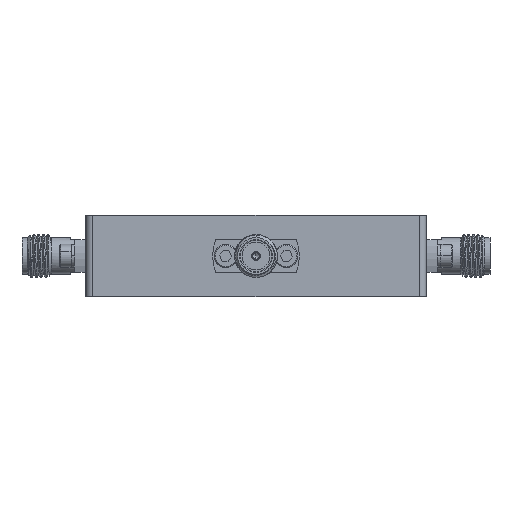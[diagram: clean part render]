
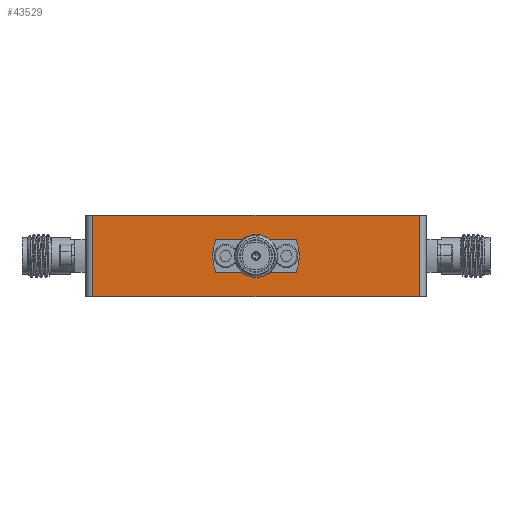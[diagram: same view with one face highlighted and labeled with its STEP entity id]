
A CAD part, front view. The second image highlights one B-rep face of the part: STEP entity #43529.
In plain terms, the highlighted planar face has unit normal (0, -1, 0).
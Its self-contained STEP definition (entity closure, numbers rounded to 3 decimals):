
#665 = VECTOR ( 'NONE', #27681, 1000. ) ;
#705 = LINE ( 'NONE', #39558, #813 ) ;
#782 = EDGE_CURVE ( 'NONE', #18506, #44297, #31437, .T. ) ;
#813 = VECTOR ( 'NONE', #19616, 1000. ) ;
#916 = EDGE_CURVE ( 'NONE', #19565, #8346, #19513, .T. ) ;
#948 = ORIENTED_EDGE ( 'NONE', *, *, #48838, .T. ) ;
#1041 = EDGE_CURVE ( 'NONE', #48956, #46033, #13312, .T. ) ;
#1424 = VERTEX_POINT ( 'NONE', #4437 ) ;
#2210 = EDGE_CURVE ( 'NONE', #48268, #1424, #16185, .T. ) ;
#2980 = DIRECTION ( 'NONE',  ( -1., 0., 0. ) ) ;
#4437 = CARTESIAN_POINT ( 'NONE',  ( -497.98, 189.144, -5.227 ) ) ;
#4699 = DIRECTION ( 'NONE',  ( 0., 0., 1. ) ) ;
#5012 = DIRECTION ( 'NONE',  ( 0., 0., 1. ) ) ;
#5117 = VERTEX_POINT ( 'NONE', #19458 ) ;
#5211 = VERTEX_POINT ( 'NONE', #10280 ) ;
#5284 = ORIENTED_EDGE ( 'NONE', *, *, #34877, .F. ) ;
#5678 = CIRCLE ( 'NONE', #12245, 0.8 ) ;
#5774 = DIRECTION ( 'NONE',  ( 0., -1., 0. ) ) ;
#6263 = AXIS2_PLACEMENT_3D ( 'NONE', #8619, #5774, #5012 ) ;
#6507 = CIRCLE ( 'NONE', #27967, 0.8 ) ;
#6537 = VECTOR ( 'NONE', #36108, 1000. ) ;
#7069 = DIRECTION ( 'NONE',  ( 0., -1., 0. ) ) ;
#7830 = DIRECTION ( 'NONE',  ( -1., 0., 0. ) ) ;
#8245 = CARTESIAN_POINT ( 'NONE',  ( -477.659, 189.144, -12. ) ) ;
#8346 = VERTEX_POINT ( 'NONE', #44198 ) ;
#8619 = CARTESIAN_POINT ( 'NONE',  ( -497.209, 189.144, -6. ) ) ;
#9171 = VECTOR ( 'NONE', #19759, 1000. ) ;
#9990 = AXIS2_PLACEMENT_3D ( 'NONE', #25154, #17381, #40967 ) ;
#10280 = CARTESIAN_POINT ( 'NONE',  ( -498.659, 189.144, -4.4 ) ) ;
#11697 = DIRECTION ( 'NONE',  ( 0., -1., 0. ) ) ;
#11751 = CARTESIAN_POINT ( 'NONE',  ( -332.139, 189.144, -3.6 ) ) ;
#12165 = ORIENTED_EDGE ( 'NONE', *, *, #916, .T. ) ;
#12245 = AXIS2_PLACEMENT_3D ( 'NONE', #43312, #7069, #7830 ) ;
#12297 = CARTESIAN_POINT ( 'NONE',  ( -506.109, 189.144, -6. ) ) ;
#12895 = EDGE_CURVE ( 'NONE', #18506, #8346, #30507, .T. ) ;
#13312 = CIRCLE ( 'NONE', #9990, 1.092 ) ;
#13850 = CARTESIAN_POINT ( 'NONE',  ( -503.859, 189.144, -4.4 ) ) ;
#14840 = FACE_BOUND ( 'NONE', #26770, .T. ) ;
#15524 = CARTESIAN_POINT ( 'NONE',  ( -506.88, 189.144, -5.227 ) ) ;
#15731 = CIRCLE ( 'NONE', #31473, 1.092 ) ;
#16185 = CIRCLE ( 'NONE', #6263, 1.092 ) ;
#16268 = ORIENTED_EDGE ( 'NONE', *, *, #31961, .F. ) ;
#16798 = EDGE_CURVE ( 'NONE', #5211, #44297, #5678, .T. ) ;
#17042 = VECTOR ( 'NONE', #40105, 1000. ) ;
#17381 = DIRECTION ( 'NONE',  ( 0., -1., 0. ) ) ;
#17618 = CARTESIAN_POINT ( 'NONE',  ( -525.659, 189.144, -12. ) ) ;
#17852 = VECTOR ( 'NONE', #25649, 1000. ) ;
#18024 = VERTEX_POINT ( 'NONE', #22786 ) ;
#18506 = VERTEX_POINT ( 'NONE', #36951 ) ;
#18910 = EDGE_CURVE ( 'NONE', #46033, #48956, #15731, .T. ) ;
#18955 = CARTESIAN_POINT ( 'NONE',  ( -499.459, 189.144, -8.4 ) ) ;
#18979 = FACE_BOUND ( 'NONE', #21234, .T. ) ;
#19458 = CARTESIAN_POINT ( 'NONE',  ( -477.659, 189.144, 0. ) ) ;
#19513 = LINE ( 'NONE', #23639, #9171 ) ;
#19565 = VERTEX_POINT ( 'NONE', #21780 ) ;
#19609 = CARTESIAN_POINT ( 'NONE',  ( -496.437, 189.144, -6.773 ) ) ;
#19616 = DIRECTION ( 'NONE',  ( -1., 0., 0. ) ) ;
#19759 = DIRECTION ( 'NONE',  ( 0., 0., 1. ) ) ;
#20162 = LINE ( 'NONE', #51256, #665 ) ;
#20299 = LINE ( 'NONE', #36876, #6537 ) ;
#21234 = EDGE_LOOP ( 'NONE', ( #39340, #33923 ) ) ;
#21780 = CARTESIAN_POINT ( 'NONE',  ( -504.659, 189.144, -7.6 ) ) ;
#22387 = DIRECTION ( 'NONE',  ( 0., -1., 0. ) ) ;
#22786 = CARTESIAN_POINT ( 'NONE',  ( -525.659, 189.144, -12. ) ) ;
#22845 = CARTESIAN_POINT ( 'NONE',  ( -503.859, 189.144, -7.6 ) ) ;
#22869 = CARTESIAN_POINT ( 'NONE',  ( -503.859, 189.144, -8.4 ) ) ;
#23186 = DIRECTION ( 'NONE',  ( 0., -1., 0. ) ) ;
#23532 = LINE ( 'NONE', #47872, #17042 ) ;
#23549 = ORIENTED_EDGE ( 'NONE', *, *, #39621, .T. ) ;
#23639 = CARTESIAN_POINT ( 'NONE',  ( -504.659, 189.144, 0. ) ) ;
#23729 = VERTEX_POINT ( 'NONE', #18955 ) ;
#24109 = ORIENTED_EDGE ( 'NONE', *, *, #12895, .F. ) ;
#24427 = VERTEX_POINT ( 'NONE', #46487 ) ;
#24982 = ORIENTED_EDGE ( 'NONE', *, *, #16798, .F. ) ;
#25154 = CARTESIAN_POINT ( 'NONE',  ( -506.109, 189.144, -6. ) ) ;
#25186 = CARTESIAN_POINT ( 'NONE',  ( -477.659, 189.144, -12. ) ) ;
#25649 = DIRECTION ( 'NONE',  ( 0., 0., -1. ) ) ;
#25710 = LINE ( 'NONE', #25186, #35108 ) ;
#25851 = CARTESIAN_POINT ( 'NONE',  ( -499.459, 189.144, -3.6 ) ) ;
#26326 = CARTESIAN_POINT ( 'NONE',  ( -499.459, 189.144, -7.6 ) ) ;
#26475 = ORIENTED_EDGE ( 'NONE', *, *, #39977, .F. ) ;
#26588 = DIRECTION ( 'NONE',  ( 0., -1., 0. ) ) ;
#26770 = EDGE_LOOP ( 'NONE', ( #12165, #24109, #43935, #24982, #36596, #5284, #23549, #26475 ) ) ;
#27410 = VERTEX_POINT ( 'NONE', #8245 ) ;
#27681 = DIRECTION ( 'NONE',  ( -1., 0., 0. ) ) ;
#27967 = AXIS2_PLACEMENT_3D ( 'NONE', #22845, #46677, #50310 ) ;
#28802 = EDGE_CURVE ( 'NONE', #5211, #24427, #23532, .T. ) ;
#30507 = CIRCLE ( 'NONE', #37129, 0.8 ) ;
#30637 = DIRECTION ( 'NONE',  ( 1., 0., 0. ) ) ;
#30918 = EDGE_LOOP ( 'NONE', ( #36765, #39823 ) ) ;
#30925 = DIRECTION ( 'NONE',  ( 1., 0., 0. ) ) ;
#31437 = LINE ( 'NONE', #11751, #31528 ) ;
#31473 = AXIS2_PLACEMENT_3D ( 'NONE', #12297, #23186, #39001 ) ;
#31493 = VERTEX_POINT ( 'NONE', #32284 ) ;
#31528 = VECTOR ( 'NONE', #30925, 1000. ) ;
#31961 = EDGE_CURVE ( 'NONE', #27410, #18024, #20299, .T. ) ;
#32284 = CARTESIAN_POINT ( 'NONE',  ( -525.659, 189.144, 0. ) ) ;
#32921 = LINE ( 'NONE', #17618, #17852 ) ;
#33923 = ORIENTED_EDGE ( 'NONE', *, *, #2210, .F. ) ;
#34877 = EDGE_CURVE ( 'NONE', #23729, #24427, #46892, .T. ) ;
#35108 = VECTOR ( 'NONE', #44901, 1000. ) ;
#35239 = EDGE_CURVE ( 'NONE', #1424, #48268, #44283, .T. ) ;
#36108 = DIRECTION ( 'NONE',  ( -1., 0., 0. ) ) ;
#36596 = ORIENTED_EDGE ( 'NONE', *, *, #28802, .T. ) ;
#36765 = ORIENTED_EDGE ( 'NONE', *, *, #1041, .F. ) ;
#36818 = AXIS2_PLACEMENT_3D ( 'NONE', #47674, #11697, #4699 ) ;
#36876 = CARTESIAN_POINT ( 'NONE',  ( -476.659, 189.144, -12. ) ) ;
#36951 = CARTESIAN_POINT ( 'NONE',  ( -503.859, 189.144, -3.6 ) ) ;
#37129 = AXIS2_PLACEMENT_3D ( 'NONE', #13850, #22387, #2980 ) ;
#37526 = ORIENTED_EDGE ( 'NONE', *, *, #42933, .T. ) ;
#38512 = DIRECTION ( 'NONE',  ( -1., 0., 0. ) ) ;
#39001 = DIRECTION ( 'NONE',  ( 0., 0., 1. ) ) ;
#39340 = ORIENTED_EDGE ( 'NONE', *, *, #35239, .F. ) ;
#39558 = CARTESIAN_POINT ( 'NONE',  ( -476.659, 189.144, 0. ) ) ;
#39621 = EDGE_CURVE ( 'NONE', #23729, #50521, #20162, .T. ) ;
#39823 = ORIENTED_EDGE ( 'NONE', *, *, #18910, .F. ) ;
#39977 = EDGE_CURVE ( 'NONE', #19565, #50521, #6507, .T. ) ;
#40105 = DIRECTION ( 'NONE',  ( 0., 0., -1. ) ) ;
#40967 = DIRECTION ( 'NONE',  ( 0., 0., 1. ) ) ;
#41069 = EDGE_LOOP ( 'NONE', ( #37526, #948, #16268, #49107 ) ) ;
#41393 = AXIS2_PLACEMENT_3D ( 'NONE', #46175, #42299, #30637 ) ;
#41772 = FACE_OUTER_BOUND ( 'NONE', #41069, .T. ) ;
#42299 = DIRECTION ( 'NONE',  ( 0., 1., 0. ) ) ;
#42504 = CARTESIAN_POINT ( 'NONE',  ( -505.337, 189.144, -6.773 ) ) ;
#42553 = FACE_BOUND ( 'NONE', #30918, .T. ) ;
#42763 = AXIS2_PLACEMENT_3D ( 'NONE', #26326, #26588, #38512 ) ;
#42933 = EDGE_CURVE ( 'NONE', #5117, #31493, #705, .T. ) ;
#43312 = CARTESIAN_POINT ( 'NONE',  ( -499.459, 189.144, -4.4 ) ) ;
#43529 = ADVANCED_FACE ( 'NONE', ( #41772, #42553, #18979, #14840 ), #49812, .F. ) ;
#43935 = ORIENTED_EDGE ( 'NONE', *, *, #782, .T. ) ;
#44198 = CARTESIAN_POINT ( 'NONE',  ( -504.659, 189.144, -4.4 ) ) ;
#44283 = CIRCLE ( 'NONE', #36818, 1.092 ) ;
#44297 = VERTEX_POINT ( 'NONE', #25851 ) ;
#44901 = DIRECTION ( 'NONE',  ( 0., 0., 1. ) ) ;
#46033 = VERTEX_POINT ( 'NONE', #42504 ) ;
#46175 = CARTESIAN_POINT ( 'NONE',  ( -476.659, 189.144, -12. ) ) ;
#46487 = CARTESIAN_POINT ( 'NONE',  ( -498.659, 189.144, -7.6 ) ) ;
#46677 = DIRECTION ( 'NONE',  ( 0., -1., 0. ) ) ;
#46892 = CIRCLE ( 'NONE', #42763, 0.8 ) ;
#47390 = EDGE_CURVE ( 'NONE', #27410, #5117, #25710, .T. ) ;
#47674 = CARTESIAN_POINT ( 'NONE',  ( -497.209, 189.144, -6. ) ) ;
#47872 = CARTESIAN_POINT ( 'NONE',  ( -498.659, 189.144, 0. ) ) ;
#48268 = VERTEX_POINT ( 'NONE', #19609 ) ;
#48838 = EDGE_CURVE ( 'NONE', #31493, #18024, #32921, .T. ) ;
#48956 = VERTEX_POINT ( 'NONE', #15524 ) ;
#49107 = ORIENTED_EDGE ( 'NONE', *, *, #47390, .T. ) ;
#49812 = PLANE ( 'NONE',  #41393 ) ;
#50310 = DIRECTION ( 'NONE',  ( -1., 0., 0. ) ) ;
#50521 = VERTEX_POINT ( 'NONE', #22869 ) ;
#51256 = CARTESIAN_POINT ( 'NONE',  ( -332.139, 189.144, -8.4 ) ) ;
